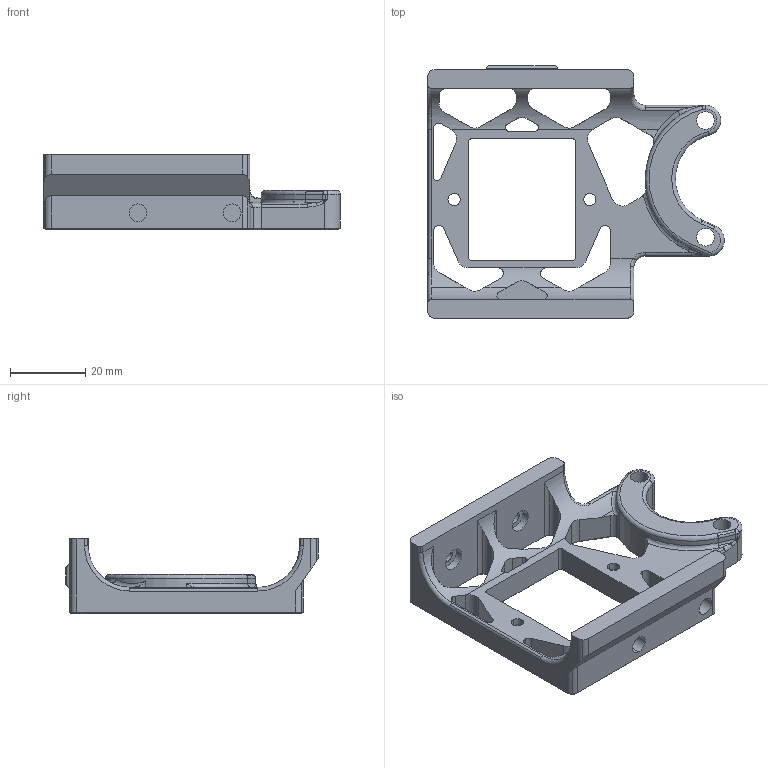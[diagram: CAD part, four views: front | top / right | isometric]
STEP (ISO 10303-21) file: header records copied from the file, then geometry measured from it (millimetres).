
FILE_DESCRIPTION (( 'STEP AP214' ), '1' );
FILE_NAME ('Front_Back_Skirt_Tensioner_Mod_250_C14_Socket_b.STEP', '2023-01-15T23:20:05', ( '' ), ( '' ), 'SwSTEP 2.0', 'SolidWorks 2023', '' );
FILE_SCHEMA (( 'AUTOMOTIVE_DESIGN' ));
Length unit declared in the file: millimetre
Products named in the file (1): Front_Back_Skirt_Tensioner_Mod_250_C14_Socket_b
Bounding box: 78.65 x 67 x 20 mm (x, y, z)
Volume: 23348.4 mm3; surface area: 13897.6 mm2
Topology: 1 solids, 1 shells, 336 faces, 866 edges, 530 vertices
Faces by surface type: cylinder 132, plane 107, cone 74, torus 13, bspline 10
Entity records: 11151 total; most frequent: CARTESIAN_POINT 3008, ORIENTED_EDGE 1728, DIRECTION 1700, EDGE_CURVE 864, AXIS2_PLACEMENT_3D 629, VERTEX_POINT 530, VECTOR 442, LINE 442
